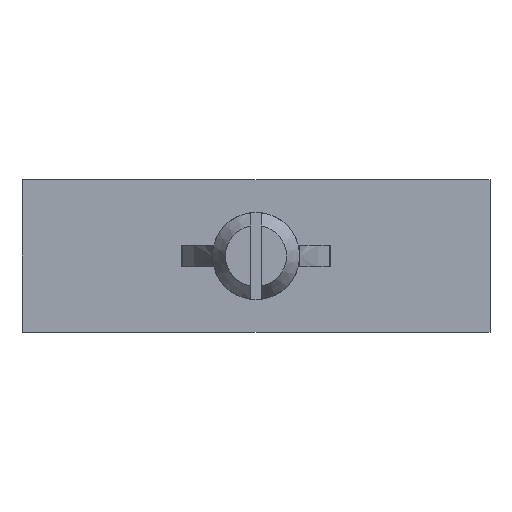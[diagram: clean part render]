
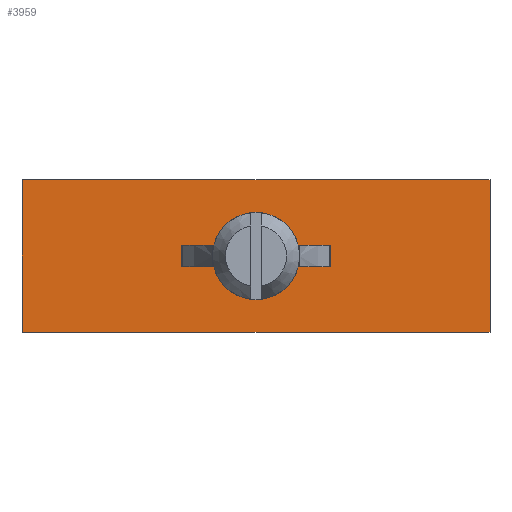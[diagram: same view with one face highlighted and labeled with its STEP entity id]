
A CAD part, front view. The second image highlights one B-rep face of the part: STEP entity #3959.
In plain terms, the highlighted planar face has unit normal (0, -1, 0).
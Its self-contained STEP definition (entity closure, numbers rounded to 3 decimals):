
#18 = VERTEX_POINT ( 'NONE', #2484 ) ;
#19 = CARTESIAN_POINT ( 'NONE',  ( -21.5, 0., -7. ) ) ;
#68 = ORIENTED_EDGE ( 'NONE', *, *, #862, .T. ) ;
#72 = ORIENTED_EDGE ( 'NONE', *, *, #394, .T. ) ;
#291 = CARTESIAN_POINT ( 'NONE',  ( 21.5, 0., -7. ) ) ;
#292 = VERTEX_POINT ( 'NONE', #1124 ) ;
#351 = EDGE_CURVE ( 'NONE', #953, #18, #2849, .T. ) ;
#371 = ORIENTED_EDGE ( 'NONE', *, *, #3619, .F. ) ;
#394 = EDGE_CURVE ( 'NONE', #3767, #2661, #2641, .T. ) ;
#434 = DIRECTION ( 'NONE',  ( 0., -1., 0. ) ) ;
#487 = CARTESIAN_POINT ( 'NONE',  ( 0., 0., 0. ) ) ;
#496 = CARTESIAN_POINT ( 'NONE',  ( 0., 0., -4. ) ) ;
#557 = EDGE_CURVE ( 'NONE', #3767, #953, #592, .T. ) ;
#592 = LINE ( 'NONE', #1685, #1305 ) ;
#767 = AXIS2_PLACEMENT_3D ( 'NONE', #2950, #434, #3594 ) ;
#819 = DIRECTION ( 'NONE',  ( 0., 0., -1. ) ) ;
#851 = VERTEX_POINT ( 'NONE', #496 ) ;
#862 = EDGE_CURVE ( 'NONE', #2661, #18, #1262, .T. ) ;
#912 = DIRECTION ( 'NONE',  ( 0., 0., 1. ) ) ;
#953 = VERTEX_POINT ( 'NONE', #2532 ) ;
#998 = CIRCLE ( 'NONE', #1092, 4. ) ;
#1022 = CARTESIAN_POINT ( 'NONE',  ( 21.5, 0., -7. ) ) ;
#1036 = ORIENTED_EDGE ( 'NONE', *, *, #557, .F. ) ;
#1092 = AXIS2_PLACEMENT_3D ( 'NONE', #1112, #3323, #1406 ) ;
#1112 = CARTESIAN_POINT ( 'NONE',  ( 0., 0., 0. ) ) ;
#1124 = CARTESIAN_POINT ( 'NONE',  ( 0., 0., 4. ) ) ;
#1157 = FACE_BOUND ( 'NONE', #3361, .T. ) ;
#1193 = EDGE_LOOP ( 'NONE', ( #68, #3616, #1036, #72 ) ) ;
#1258 = CIRCLE ( 'NONE', #2162, 4. ) ;
#1262 = LINE ( 'NONE', #291, #3698 ) ;
#1305 = VECTOR ( 'NONE', #1647, 1000. ) ;
#1406 = DIRECTION ( 'NONE',  ( 0., 0., -1. ) ) ;
#1593 = CARTESIAN_POINT ( 'NONE',  ( -21.5, 0., 7. ) ) ;
#1647 = DIRECTION ( 'NONE',  ( 0., 0., 1. ) ) ;
#1685 = CARTESIAN_POINT ( 'NONE',  ( -21.5, 0., -7. ) ) ;
#1784 = VECTOR ( 'NONE', #3828, 1000. ) ;
#1799 = CARTESIAN_POINT ( 'NONE',  ( -21.5, 0., -7. ) ) ;
#1967 = VECTOR ( 'NONE', #3217, 1000. ) ;
#2162 = AXIS2_PLACEMENT_3D ( 'NONE', #487, #2693, #819 ) ;
#2244 = ORIENTED_EDGE ( 'NONE', *, *, #2869, .F. ) ;
#2484 = CARTESIAN_POINT ( 'NONE',  ( 21.5, 0., 7. ) ) ;
#2532 = CARTESIAN_POINT ( 'NONE',  ( -21.5, 0., 7. ) ) ;
#2641 = LINE ( 'NONE', #19, #1784 ) ;
#2661 = VERTEX_POINT ( 'NONE', #1022 ) ;
#2693 = DIRECTION ( 'NONE',  ( 0., -1., 0. ) ) ;
#2849 = LINE ( 'NONE', #1593, #1967 ) ;
#2869 = EDGE_CURVE ( 'NONE', #851, #292, #998, .T. ) ;
#2950 = CARTESIAN_POINT ( 'NONE',  ( -21.5, 0., -7. ) ) ;
#3217 = DIRECTION ( 'NONE',  ( 1., 0., 0. ) ) ;
#3268 = PLANE ( 'NONE',  #767 ) ;
#3323 = DIRECTION ( 'NONE',  ( 0., -1., 0. ) ) ;
#3361 = EDGE_LOOP ( 'NONE', ( #371, #2244 ) ) ;
#3594 = DIRECTION ( 'NONE',  ( 0., 0., -1. ) ) ;
#3616 = ORIENTED_EDGE ( 'NONE', *, *, #351, .F. ) ;
#3619 = EDGE_CURVE ( 'NONE', #292, #851, #1258, .T. ) ;
#3689 = FACE_OUTER_BOUND ( 'NONE', #1193, .T. ) ;
#3698 = VECTOR ( 'NONE', #912, 1000. ) ;
#3767 = VERTEX_POINT ( 'NONE', #1799 ) ;
#3828 = DIRECTION ( 'NONE',  ( 1., 0., 0. ) ) ;
#3959 = ADVANCED_FACE ( 'NONE', ( #3689, #1157 ), #3268, .T. ) ;
